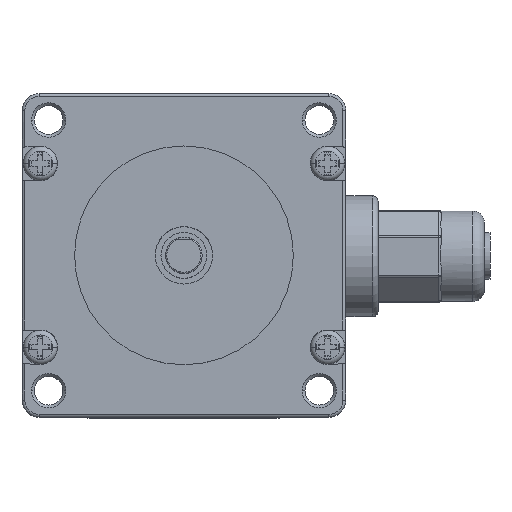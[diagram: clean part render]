
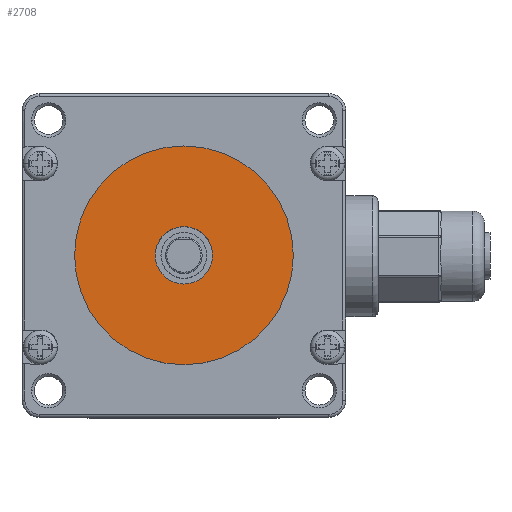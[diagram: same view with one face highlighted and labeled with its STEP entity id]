
A CAD part, top view. The second image highlights one B-rep face of the part: STEP entity #2708.
In plain terms, the highlighted planar face has unit normal (0, 0, 1).
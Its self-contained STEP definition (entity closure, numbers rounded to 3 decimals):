
#289=CARTESIAN_POINT('',(0.,0.,10.8));
#290=DIRECTION('',(0.,0.,1.));
#291=DIRECTION('',(1.,0.,0.));
#292=AXIS2_PLACEMENT_3D('',#289,#290,#291);
#297=CARTESIAN_POINT('',(0.,0.,10.8));
#298=DIRECTION('',(0.,0.,1.));
#299=DIRECTION('',(-1.,0.,0.));
#300=AXIS2_PLACEMENT_3D('',#297,#298,#299);
#305=CARTESIAN_POINT('',(0.,0.,10.8));
#306=DIRECTION('',(0.,0.,-1.));
#307=DIRECTION('',(-1.,0.,0.));
#308=AXIS2_PLACEMENT_3D('',#305,#306,#307);
#313=CARTESIAN_POINT('',(0.,0.,10.8));
#314=DIRECTION('',(0.,0.,-1.));
#315=DIRECTION('',(1.,0.,0.));
#316=AXIS2_PLACEMENT_3D('',#313,#314,#315);
#2211=CARTESIAN_POINT('',(19.05,0.,10.8));
#2212=CARTESIAN_POINT('',(-19.05,0.,10.8));
#2213=VERTEX_POINT('',#2211);
#2214=VERTEX_POINT('',#2212);
#2223=CARTESIAN_POINT('',(-5.,0.,10.8));
#2224=CARTESIAN_POINT('',(5.,0.,10.8));
#2225=VERTEX_POINT('',#2223);
#2226=VERTEX_POINT('',#2224);
#2693=CARTESIAN_POINT('',(0.,0.,10.8));
#2694=DIRECTION('',(0.,0.,1.));
#2695=DIRECTION('',(1.,0.,0.));
#2696=AXIS2_PLACEMENT_3D('',#2693,#2694,#2695);
#2697=PLANE('',#2696);
#2699=ORIENTED_EDGE('',*,*,#2698,.F.);
#2701=ORIENTED_EDGE('',*,*,#2700,.F.);
#2702=EDGE_LOOP('',(#2699,#2701));
#2703=FACE_OUTER_BOUND('',#2702,.F.);
#2704=ORIENTED_EDGE('',*,*,#2673,.F.);
#2705=ORIENTED_EDGE('',*,*,#2687,.F.);
#2706=EDGE_LOOP('',(#2704,#2705));
#2707=FACE_BOUND('',#2706,.F.);
#2708=ADVANCED_FACE('',(#2703,#2707),#2697,.T.);
#293=CIRCLE('',#292,19.05);
#301=CIRCLE('',#300,19.05);
#309=CIRCLE('',#308,5.);
#317=CIRCLE('',#316,5.);
#2673=EDGE_CURVE('',#2225,#2226,#309,.T.);
#2687=EDGE_CURVE('',#2226,#2225,#317,.T.);
#2698=EDGE_CURVE('',#2213,#2214,#293,.T.);
#2700=EDGE_CURVE('',#2214,#2213,#301,.T.);
